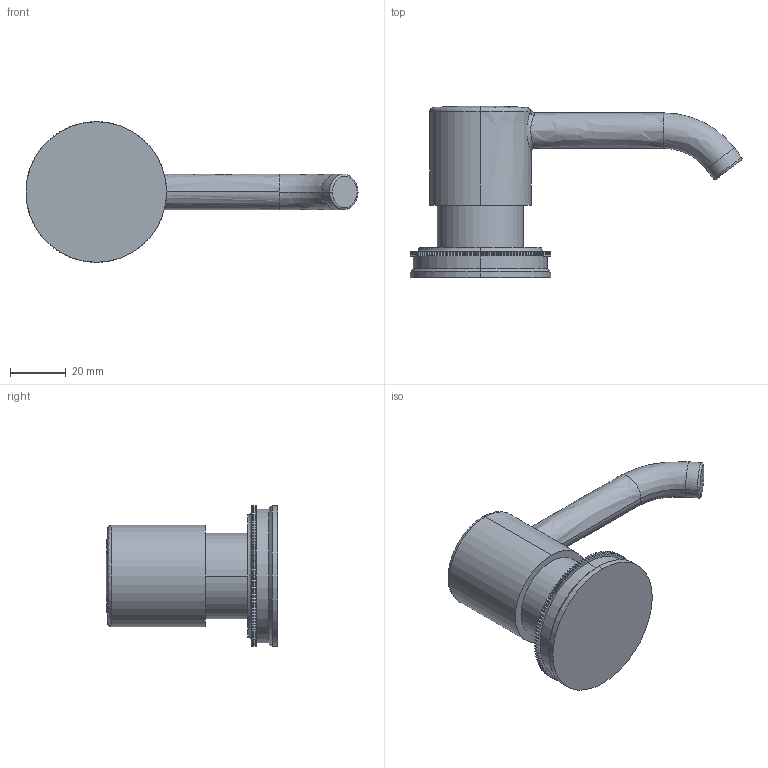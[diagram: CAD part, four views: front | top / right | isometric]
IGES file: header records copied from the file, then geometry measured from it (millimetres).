
Start section:  PTC IGES file: 2940-5721.igs
Global section: file name: 2940-5721.igs; native system: Creo Parametric by PTC Inc.; preprocessor: 2018400; author: jinson.thomas; organization: Unknown; date: 20210427.102849; units: inch
Bounding box: 118.78 x 61.37 x 50.29 mm (x, y, z)
Volume: 77045.9 mm3; surface area: 14794.9 mm2
Topology: 1 solids, 1 shells, 394 faces, 1149 edges, 759 vertices
Faces by surface type: bspline 250, revolution 144
